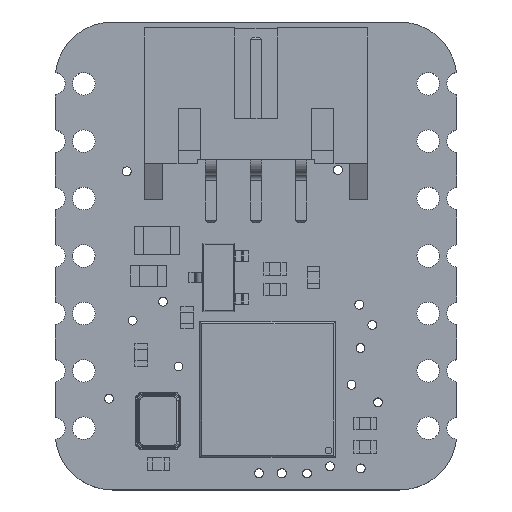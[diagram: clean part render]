
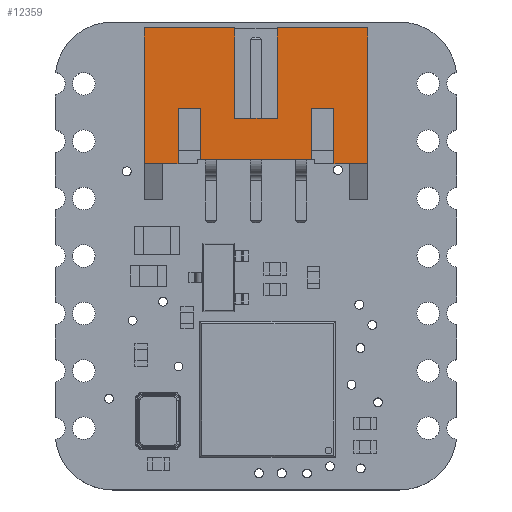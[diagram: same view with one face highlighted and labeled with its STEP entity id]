
A CAD part, top view. The second image highlights one B-rep face of the part: STEP entity #12359.
In plain terms, the highlighted planar face has unit normal (0, 0, 1).
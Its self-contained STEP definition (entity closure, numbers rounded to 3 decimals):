
#320=PLANE('',#13331);
#913=FACE_OUTER_BOUND('',#1694,.T.);
#1694=EDGE_LOOP('',(#9230,#9231,#9232,#9233,#9234,#9235,#9236,#9237,#9238,
#9239,#9240,#9241,#9242,#9243,#9244,#9245));
#2776=LINE('',#18319,#4202);
#2781=LINE('',#18330,#4207);
#2817=LINE('',#18413,#4243);
#2821=LINE('',#18421,#4247);
#2825=LINE('',#18429,#4251);
#2839=LINE('',#18458,#4265);
#2844=LINE('',#18466,#4270);
#2891=LINE('',#18556,#4317);
#2911=LINE('',#18593,#4337);
#2912=LINE('',#18596,#4338);
#2913=LINE('',#18598,#4339);
#2914=LINE('',#18600,#4340);
#2915=LINE('',#18602,#4341);
#2916=LINE('',#18604,#4342);
#2917=LINE('',#18606,#4343);
#2918=LINE('',#18607,#4344);
#4202=VECTOR('',#14805,4.);
#4207=VECTOR('',#14812,4.);
#4243=VECTOR('',#14876,2.223);
#4247=VECTOR('',#14882,1.);
#4251=VECTOR('',#14888,2.423);
#4265=VECTOR('',#14904,6.);
#4270=VECTOR('',#14911,10.);
#4317=VECTOR('',#14996,1.5);
#4337=VECTOR('',#15024,1.9);
#4338=VECTOR('',#15027,10.);
#4339=VECTOR('',#15028,2.223);
#4340=VECTOR('',#15029,1.);
#4341=VECTOR('',#15030,2.423);
#4342=VECTOR('',#15031,1.5);
#4343=VECTOR('',#15032,6.);
#4344=VECTOR('',#15033,3.);
#5642=VERTEX_POINT('',#18317);
#5643=VERTEX_POINT('',#18318);
#5647=VERTEX_POINT('',#18327);
#5648=VERTEX_POINT('',#18329);
#5680=VERTEX_POINT('',#18410);
#5681=VERTEX_POINT('',#18412);
#5684=VERTEX_POINT('',#18420);
#5687=VERTEX_POINT('',#18428);
#5700=VERTEX_POINT('',#18455);
#5701=VERTEX_POINT('',#18457);
#5741=VERTEX_POINT('',#18595);
#5742=VERTEX_POINT('',#18597);
#5743=VERTEX_POINT('',#18599);
#5744=VERTEX_POINT('',#18601);
#5745=VERTEX_POINT('',#18603);
#5746=VERTEX_POINT('',#18605);
#6908=EDGE_CURVE('',#5642,#5643,#2776,.T.);
#6913=EDGE_CURVE('',#5647,#5648,#2781,.T.);
#6953=EDGE_CURVE('',#5681,#5680,#2817,.F.);
#6957=EDGE_CURVE('',#5684,#5681,#2821,.F.);
#6961=EDGE_CURVE('',#5687,#5684,#2825,.T.);
#6975=EDGE_CURVE('',#5701,#5700,#2839,.F.);
#6980=EDGE_CURVE('',#5701,#5647,#2844,.T.);
#7027=EDGE_CURVE('',#5687,#5700,#2891,.T.);
#7047=EDGE_CURVE('',#5642,#5648,#2911,.T.);
#7048=EDGE_CURVE('',#5680,#5741,#2912,.T.);
#7049=EDGE_CURVE('',#5741,#5742,#2913,.T.);
#7050=EDGE_CURVE('',#5742,#5743,#2914,.F.);
#7051=EDGE_CURVE('',#5743,#5744,#2915,.F.);
#7052=EDGE_CURVE('',#5745,#5744,#2916,.T.);
#7053=EDGE_CURVE('',#5745,#5746,#2917,.T.);
#7054=EDGE_CURVE('',#5746,#5643,#2918,.T.);
#9230=ORIENTED_EDGE('',*,*,#7048,.T.);
#9231=ORIENTED_EDGE('',*,*,#7049,.T.);
#9232=ORIENTED_EDGE('',*,*,#7050,.T.);
#9233=ORIENTED_EDGE('',*,*,#7051,.T.);
#9234=ORIENTED_EDGE('',*,*,#7052,.F.);
#9235=ORIENTED_EDGE('',*,*,#7053,.T.);
#9236=ORIENTED_EDGE('',*,*,#7054,.T.);
#9237=ORIENTED_EDGE('',*,*,#6908,.F.);
#9238=ORIENTED_EDGE('',*,*,#7047,.T.);
#9239=ORIENTED_EDGE('',*,*,#6913,.F.);
#9240=ORIENTED_EDGE('',*,*,#6980,.F.);
#9241=ORIENTED_EDGE('',*,*,#6975,.T.);
#9242=ORIENTED_EDGE('',*,*,#7027,.F.);
#9243=ORIENTED_EDGE('',*,*,#6961,.T.);
#9244=ORIENTED_EDGE('',*,*,#6957,.T.);
#9245=ORIENTED_EDGE('',*,*,#6953,.T.);
#12359=ADVANCED_FACE('',(#913),#320,.T.);
#13331=AXIS2_PLACEMENT_3D('',#18594,#15025,#15026);
#14805=DIRECTION('',(0.,1.,0.));
#14812=DIRECTION('',(0.,-1.,0.));
#14876=DIRECTION('',(0.,1.,0.));
#14882=DIRECTION('',(-1.,0.,0.));
#14888=DIRECTION('',(0.,1.,0.));
#14904=DIRECTION('',(0.,1.,0.));
#14911=DIRECTION('',(1.,0.,0.));
#14996=DIRECTION('',(-1.,0.,0.));
#15024=DIRECTION('',(-1.,0.,0.));
#15025=DIRECTION('center_axis',(0.,0.,1.));
#15026=DIRECTION('ref_axis',(0.,1.,0.));
#15027=DIRECTION('',(1.,0.,0.));
#15028=DIRECTION('',(0.,1.,0.));
#15029=DIRECTION('',(-1.,0.,0.));
#15030=DIRECTION('',(0.,1.,0.));
#15031=DIRECTION('',(-1.,0.,0.));
#15032=DIRECTION('',(0.,1.,0.));
#15033=DIRECTION('',(-1.,0.,0.));
#18317=CARTESIAN_POINT('',(0.95,0.3,4.8));
#18318=CARTESIAN_POINT('',(0.95,4.3,4.8));
#18319=CARTESIAN_POINT('',(0.95,0.3,4.8));
#18327=CARTESIAN_POINT('',(-0.95,4.3,4.8));
#18329=CARTESIAN_POINT('',(-0.95,0.3,4.8));
#18330=CARTESIAN_POINT('',(-0.95,0.3,4.8));
#18410=CARTESIAN_POINT('',(-2.45,-1.5,4.8));
#18412=CARTESIAN_POINT('',(-2.45,0.723,4.8));
#18413=CARTESIAN_POINT('',(-2.45,-1.5,4.8));
#18420=CARTESIAN_POINT('',(-3.45,0.723,4.8));
#18421=CARTESIAN_POINT('',(-2.45,0.723,4.8));
#18428=CARTESIAN_POINT('',(-3.45,-1.7,4.8));
#18429=CARTESIAN_POINT('',(-3.45,-1.7,4.8));
#18455=CARTESIAN_POINT('',(-4.95,-1.7,4.8));
#18457=CARTESIAN_POINT('',(-4.95,4.3,4.8));
#18458=CARTESIAN_POINT('',(-4.95,-1.7,4.8));
#18466=CARTESIAN_POINT('',(-1.95,4.3,4.8));
#18556=CARTESIAN_POINT('',(-3.45,-1.7,4.8));
#18593=CARTESIAN_POINT('',(1.95,0.3,4.8));
#18594=CARTESIAN_POINT('Origin',(1.,-1.7,4.8));
#18595=CARTESIAN_POINT('',(2.45,-1.5,4.8));
#18596=CARTESIAN_POINT('',(1.,-1.5,4.8));
#18597=CARTESIAN_POINT('',(2.45,0.723,4.8));
#18598=CARTESIAN_POINT('',(2.45,-1.5,4.8));
#18599=CARTESIAN_POINT('',(3.45,0.723,4.8));
#18600=CARTESIAN_POINT('',(3.45,0.723,4.8));
#18601=CARTESIAN_POINT('',(3.45,-1.7,4.8));
#18602=CARTESIAN_POINT('',(3.45,-1.7,4.8));
#18603=CARTESIAN_POINT('',(4.95,-1.7,4.8));
#18604=CARTESIAN_POINT('',(4.95,-1.7,4.8));
#18605=CARTESIAN_POINT('',(4.95,4.3,4.8));
#18606=CARTESIAN_POINT('',(4.95,-1.7,4.8));
#18607=CARTESIAN_POINT('',(4.95,4.3,4.8));
